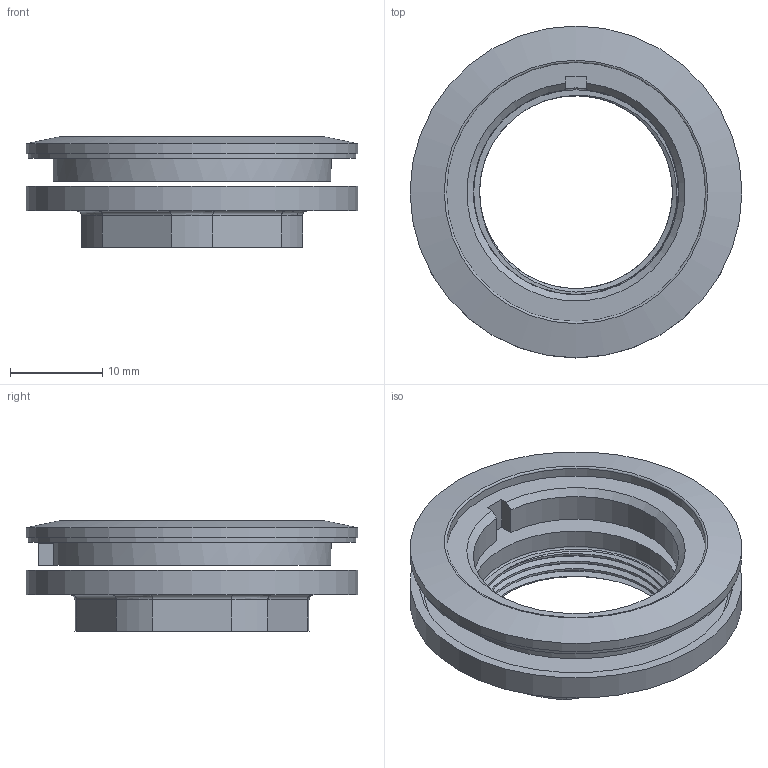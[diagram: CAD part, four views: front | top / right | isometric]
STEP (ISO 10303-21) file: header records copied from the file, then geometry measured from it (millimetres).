
FILE_DESCRIPTION(/* description */ (''),/* implementation_level */ '2;1');
FILE_NAME(/* name */ 'KRJM22R_vereinfacht.stp',/* time_stamp */ '2018-04-11T09:25:42+02:00',/* author */ ('mreiber'),/* organization */ (''),/* preprocessor_version */ 'ST-DEVELOPER v16.1',/* originating_system */ 'Autodesk Inventor 2016',/* authorisation */ '');
FILE_SCHEMA (('AUTOMOTIVE_DESIGN { 1 0 10303 214 3 1 1 }'));
Length unit declared in the file: centimetre
Products named in the file (1): KRJM22R_vereinfacht
Bounding box: 36 x 36 x 12.01 mm (x, y, z)
Volume: 3378.5 mm3; surface area: 4554.5 mm2
Topology: 2 solids, 2 shells, 57 faces, 128 edges, 80 vertices
Faces by surface type: plane 22, cylinder 22, torus 9, cone 2, bspline 2
Full cylindrical faces by diameter (mm): 22.6 x1, 28.1 x1, 30.2 x1, 34 x1, 35.5 x1, 36 x2
Entity records: 2457 total; most frequent: CARTESIAN_POINT 1225, DIRECTION 248, ORIENTED_EDGE 230, EDGE_CURVE 115, AXIS2_PLACEMENT_3D 99, VERTEX_POINT 78, EDGE_LOOP 77, FACE_OUTER_BOUND 57
